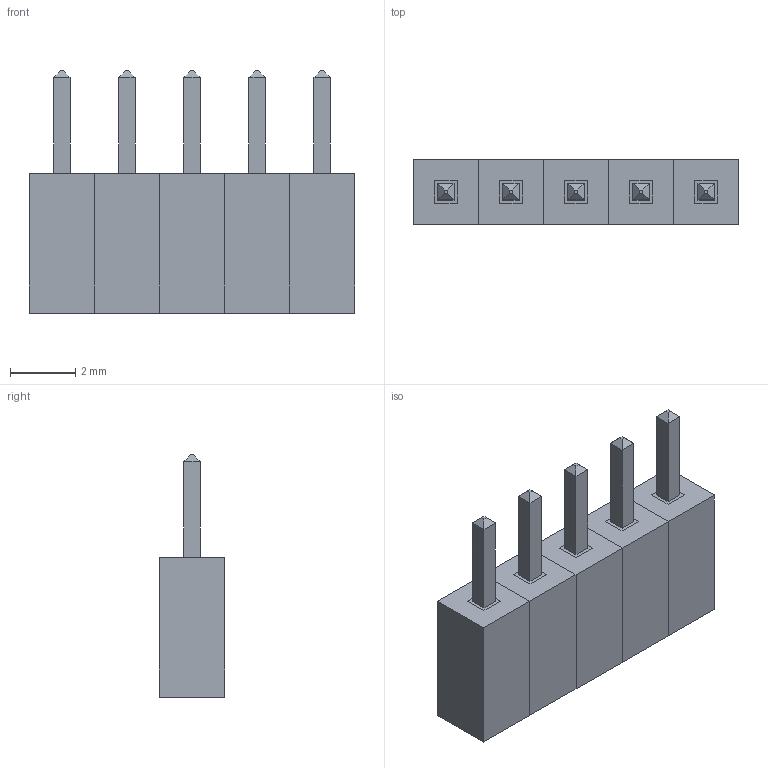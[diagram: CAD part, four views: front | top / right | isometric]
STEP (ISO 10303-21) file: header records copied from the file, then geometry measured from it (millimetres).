
FILE_DESCRIPTION (( 'STEP AP214' ), '1' );
FILE_NAME ('User Library-PBS2-5.STEP', '2021-03-07T09:52:00', ( '' ), ( '' ), 'SwSTEP 2.0', 'SolidWorks 2020', '' );
FILE_SCHEMA (( 'AUTOMOTIVE_DESIGN' ));
Length unit declared in the file: millimetre
Products named in the file (9): PBS2_1; User Library-PBS2-5; PBS2_3; PBS2; PBS2_2
Assembly tree (20 placements, depth 3):
  User Library-PBS2-5
    PBS2
      PBS2_1
      PBS2_2
      PBS2_3
    PBS2
      PBS2_1
      PBS2_2
      PBS2_3
    PBS2
      PBS2_1
      PBS2_2
      PBS2_3
    PBS2
      PBS2_1
      PBS2_2
      PBS2_3
    PBS2
      PBS2_1
      PBS2_2
      PBS2_3
Bounding box: 10 x 2 x 7.45 mm (x, y, z)
Volume: 84.4 mm3; surface area: 405.4 mm2
Topology: 15 solids, 15 shells, 150 faces, 340 edges, 220 vertices
Faces by surface type: plane 150
Entity records: 1538 total; most frequent: DIRECTION 184, CARTESIAN_POINT 170, ORIENTED_EDGE 136, LINE 68, VECTOR 68, EDGE_CURVE 68, AXIS2_PLACEMENT_3D 58, UNCERTAINTY_MEASURE_WITH_UNIT 45
